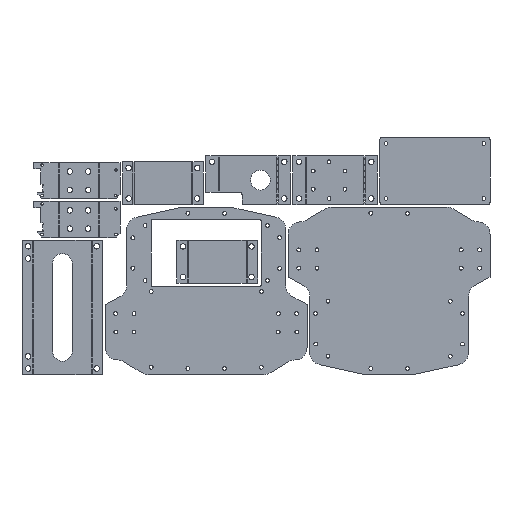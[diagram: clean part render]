
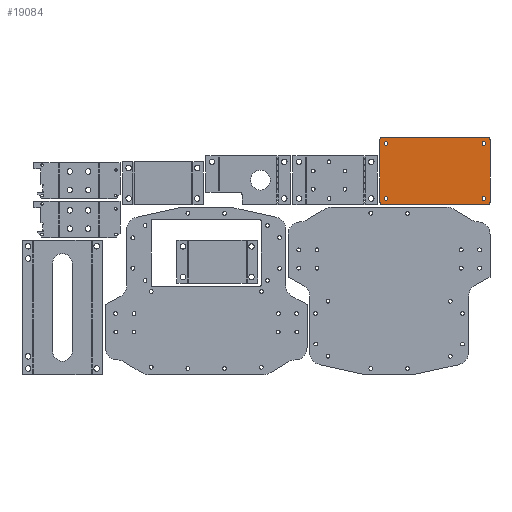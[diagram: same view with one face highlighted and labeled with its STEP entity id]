
A CAD part, front view. The second image highlights one B-rep face of the part: STEP entity #19084.
In plain terms, the highlighted planar face has unit normal (0, -1, 0).
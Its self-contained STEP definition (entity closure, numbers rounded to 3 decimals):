
#303=FACE_BOUND('',#2104,.T.);
#304=FACE_BOUND('',#2105,.T.);
#305=FACE_BOUND('',#2106,.T.);
#306=FACE_BOUND('',#2107,.T.);
#494=PLANE('',#20304);
#1116=FACE_OUTER_BOUND('',#2103,.T.);
#2103=EDGE_LOOP('',(#13281,#13282,#13283,#13284,#13285,#13286,#13287,#13288));
#2104=EDGE_LOOP('',(#13289));
#2105=EDGE_LOOP('',(#13290));
#2106=EDGE_LOOP('',(#13291));
#2107=EDGE_LOOP('',(#13292));
#3246=LINE('',#29587,#4779);
#3247=LINE('',#29591,#4780);
#3248=LINE('',#29595,#4781);
#3249=LINE('',#29598,#4782);
#4779=VECTOR('',#23081,10.);
#4780=VECTOR('',#23084,10.);
#4781=VECTOR('',#23087,10.);
#4782=VECTOR('',#23090,10.);
#6222=CIRCLE('',#20295,1.5);
#6223=CIRCLE('',#20297,1.5);
#6224=CIRCLE('',#20299,1.5);
#6225=CIRCLE('',#20301,1.5);
#6226=CIRCLE('',#20303,2.);
#6227=CIRCLE('',#20305,2.);
#6228=CIRCLE('',#20306,2.);
#6229=CIRCLE('',#20307,2.);
#7763=VERTEX_POINT('',#29564);
#7764=VERTEX_POINT('',#29568);
#7765=VERTEX_POINT('',#29572);
#7766=VERTEX_POINT('',#29576);
#7767=VERTEX_POINT('',#29580);
#7768=VERTEX_POINT('',#29582);
#7769=VERTEX_POINT('',#29586);
#7770=VERTEX_POINT('',#29588);
#7771=VERTEX_POINT('',#29590);
#7772=VERTEX_POINT('',#29592);
#7773=VERTEX_POINT('',#29594);
#7774=VERTEX_POINT('',#29596);
#9852=EDGE_CURVE('',#7763,#7763,#6222,.T.);
#9854=EDGE_CURVE('',#7764,#7764,#6223,.T.);
#9856=EDGE_CURVE('',#7765,#7765,#6224,.T.);
#9858=EDGE_CURVE('',#7766,#7766,#6225,.T.);
#9860=EDGE_CURVE('',#7767,#7768,#6226,.T.);
#9862=EDGE_CURVE('',#7769,#7767,#3246,.T.);
#9863=EDGE_CURVE('',#7770,#7769,#6227,.T.);
#9864=EDGE_CURVE('',#7771,#7770,#3247,.T.);
#9865=EDGE_CURVE('',#7772,#7771,#6228,.T.);
#9866=EDGE_CURVE('',#7773,#7772,#3248,.T.);
#9867=EDGE_CURVE('',#7774,#7773,#6229,.T.);
#9868=EDGE_CURVE('',#7768,#7774,#3249,.T.);
#13281=ORIENTED_EDGE('',*,*,#9860,.F.);
#13282=ORIENTED_EDGE('',*,*,#9862,.F.);
#13283=ORIENTED_EDGE('',*,*,#9863,.F.);
#13284=ORIENTED_EDGE('',*,*,#9864,.F.);
#13285=ORIENTED_EDGE('',*,*,#9865,.F.);
#13286=ORIENTED_EDGE('',*,*,#9866,.F.);
#13287=ORIENTED_EDGE('',*,*,#9867,.F.);
#13288=ORIENTED_EDGE('',*,*,#9868,.F.);
#13289=ORIENTED_EDGE('',*,*,#9852,.T.);
#13290=ORIENTED_EDGE('',*,*,#9854,.T.);
#13291=ORIENTED_EDGE('',*,*,#9856,.T.);
#13292=ORIENTED_EDGE('',*,*,#9858,.T.);
#19084=ADVANCED_FACE('',(#1116,#303,#304,#305,#306),#494,.F.);
#20295=AXIS2_PLACEMENT_3D('',#29566,#23056,#23057);
#20297=AXIS2_PLACEMENT_3D('',#29570,#23061,#23062);
#20299=AXIS2_PLACEMENT_3D('',#29574,#23066,#23067);
#20301=AXIS2_PLACEMENT_3D('',#29578,#23071,#23072);
#20303=AXIS2_PLACEMENT_3D('',#29583,#23076,#23077);
#20304=AXIS2_PLACEMENT_3D('',#29585,#23079,#23080);
#20305=AXIS2_PLACEMENT_3D('',#29589,#23082,#23083);
#20306=AXIS2_PLACEMENT_3D('',#29593,#23085,#23086);
#20307=AXIS2_PLACEMENT_3D('',#29597,#23088,#23089);
#23056=DIRECTION('center_axis',(0.,1.,0.));
#23057=DIRECTION('ref_axis',(1.,0.,0.));
#23061=DIRECTION('center_axis',(0.,1.,0.));
#23062=DIRECTION('ref_axis',(1.,0.,0.));
#23066=DIRECTION('center_axis',(0.,1.,0.));
#23067=DIRECTION('ref_axis',(1.,0.,0.));
#23071=DIRECTION('center_axis',(0.,1.,0.));
#23072=DIRECTION('ref_axis',(1.,0.,0.));
#23076=DIRECTION('center_axis',(0.,1.,0.));
#23077=DIRECTION('ref_axis',(0.707,0.,-0.707));
#23079=DIRECTION('center_axis',(0.,1.,0.));
#23080=DIRECTION('ref_axis',(0.,0.,1.));
#23081=DIRECTION('',(0.,0.,-1.));
#23082=DIRECTION('center_axis',(0.,1.,0.));
#23083=DIRECTION('ref_axis',(0.707,0.,0.707));
#23084=DIRECTION('',(1.,0.,0.));
#23085=DIRECTION('center_axis',(0.,1.,0.));
#23086=DIRECTION('ref_axis',(-0.707,0.,0.707));
#23087=DIRECTION('',(0.,0.,1.));
#23088=DIRECTION('center_axis',(0.,1.,0.));
#23089=DIRECTION('ref_axis',(-0.707,0.,-0.707));
#23090=DIRECTION('',(-1.,0.,0.));
#29564=CARTESIAN_POINT('',(38.5,0.,22.5));
#29566=CARTESIAN_POINT('Origin',(40.,0.,22.5));
#29568=CARTESIAN_POINT('',(-41.5,0.,-22.5));
#29570=CARTESIAN_POINT('Origin',(-40.,0.,-22.5));
#29572=CARTESIAN_POINT('',(-41.5,0.,22.5));
#29574=CARTESIAN_POINT('Origin',(-40.,0.,22.5));
#29576=CARTESIAN_POINT('',(38.5,0.,-22.5));
#29578=CARTESIAN_POINT('Origin',(40.,0.,-22.5));
#29580=CARTESIAN_POINT('',(45.,0.,-25.5));
#29582=CARTESIAN_POINT('',(43.,0.,-27.5));
#29583=CARTESIAN_POINT('Origin',(43.,0.,-25.5));
#29585=CARTESIAN_POINT('Origin',(0.,0.,0.));
#29586=CARTESIAN_POINT('',(45.,0.,25.5));
#29587=CARTESIAN_POINT('',(45.,0.,27.5));
#29588=CARTESIAN_POINT('',(43.,0.,27.5));
#29589=CARTESIAN_POINT('Origin',(43.,0.,25.5));
#29590=CARTESIAN_POINT('',(-43.,0.,27.5));
#29591=CARTESIAN_POINT('',(-45.,0.,27.5));
#29592=CARTESIAN_POINT('',(-45.,0.,25.5));
#29593=CARTESIAN_POINT('Origin',(-43.,0.,25.5));
#29594=CARTESIAN_POINT('',(-45.,0.,-25.5));
#29595=CARTESIAN_POINT('',(-45.,0.,-27.5));
#29596=CARTESIAN_POINT('',(-43.,0.,-27.5));
#29597=CARTESIAN_POINT('Origin',(-43.,0.,-25.5));
#29598=CARTESIAN_POINT('',(45.,0.,-27.5));
